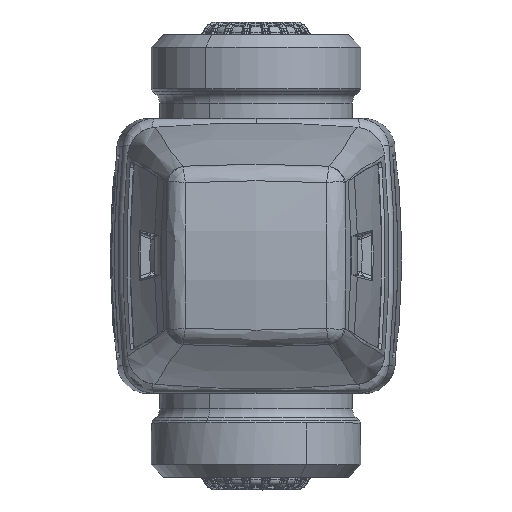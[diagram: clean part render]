
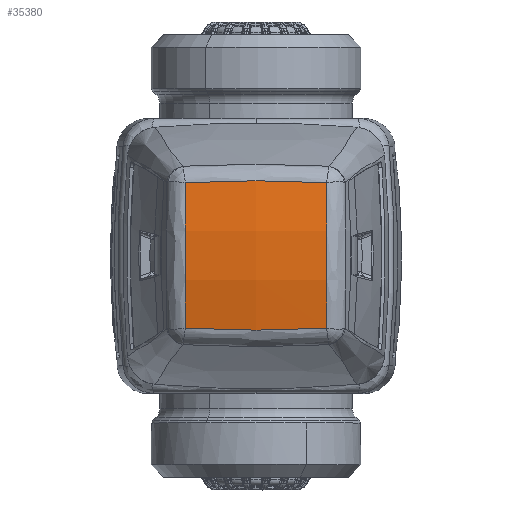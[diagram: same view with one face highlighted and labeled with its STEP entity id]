
A CAD part, top view. The second image highlights one B-rep face of the part: STEP entity #35380.
In plain terms, the highlighted toroidal (fillet/blend) face has major radius 69.5 mm and minor radius 60 mm.
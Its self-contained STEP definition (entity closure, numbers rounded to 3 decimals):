
#33738=CARTESIAN_POINT('Control Point',(-11.137,-11.51,50.402)) ;
#33739=CARTESIAN_POINT('Control Point',(-11.174,-8.461,50.997)) ;
#33740=CARTESIAN_POINT('Control Point',(-11.199,-5.377,51.394)) ;
#33741=CARTESIAN_POINT('Control Point',(-11.212,-2.274,51.591)) ;
#33742=CARTESIAN_POINT('Control Point',(-11.211,2.363,51.587)) ;
#33743=CARTESIAN_POINT('Control Point',(-11.183,6.975,51.138)) ;
#33744=CARTESIAN_POINT('Control Point',(-11.171,8.494,50.941)) ;
#33745=CARTESIAN_POINT('Control Point',(-11.155,10.006,50.695)) ;
#33746=CARTESIAN_POINT('Control Point',(-11.137,11.51,50.402)) ;
#33747=CARTESIAN_POINT('Vertex',(-11.137,11.51,50.402)) ;
#33749=CARTESIAN_POINT('Vertex',(-11.137,-11.51,50.402)) ;
#33867=CARTESIAN_POINT('Control Point',(11.137,11.51,50.402)) ;
#33868=CARTESIAN_POINT('Control Point',(11.174,8.461,50.997)) ;
#33869=CARTESIAN_POINT('Control Point',(11.199,5.377,51.394)) ;
#33870=CARTESIAN_POINT('Control Point',(11.212,2.275,51.591)) ;
#33871=CARTESIAN_POINT('Control Point',(11.211,-2.363,51.587)) ;
#33872=CARTESIAN_POINT('Control Point',(11.183,-6.975,51.138)) ;
#33873=CARTESIAN_POINT('Control Point',(11.171,-8.494,50.941)) ;
#33874=CARTESIAN_POINT('Control Point',(11.155,-10.006,50.695)) ;
#33875=CARTESIAN_POINT('Control Point',(11.137,-11.51,50.402)) ;
#33876=CARTESIAN_POINT('Vertex',(11.137,-11.51,50.402)) ;
#33878=CARTESIAN_POINT('Vertex',(11.137,11.51,50.402)) ;
#34694=CARTESIAN_POINT('Control Point',(-11.137,11.51,50.402)) ;
#34695=CARTESIAN_POINT('Control Point',(-6.694,11.75,50.741)) ;
#34696=CARTESIAN_POINT('Control Point',(-2.233,11.871,50.911)) ;
#34697=CARTESIAN_POINT('Control Point',(2.233,11.871,50.911)) ;
#34698=CARTESIAN_POINT('Control Point',(6.694,11.75,50.741)) ;
#34699=CARTESIAN_POINT('Control Point',(11.137,11.51,50.402)) ;
#34900=CARTESIAN_POINT('Control Point',(11.137,-11.51,50.402)) ;
#34901=CARTESIAN_POINT('Control Point',(6.694,-11.75,50.741)) ;
#34902=CARTESIAN_POINT('Control Point',(2.233,-11.871,50.911)) ;
#34903=CARTESIAN_POINT('Control Point',(-2.233,-11.871,50.911)) ;
#34904=CARTESIAN_POINT('Control Point',(-6.694,-11.75,50.741)) ;
#34905=CARTESIAN_POINT('Control Point',(-11.137,-11.51,50.402)) ;
#35369=CARTESIAN_POINT('Axis2P3D Location',(0.,0.,-77.5)) ;
#35370=DIRECTION('Axis2P3D Direction',(0.,-1.,0.)) ;
#35371=DIRECTION('Axis2P3D XDirection',(-0.479,0.,0.878)) ;
#35372=AXIS2_PLACEMENT_3D('Torus Axis2P3D',#35369,#35370,#35371) ;
#35375=ORIENTED_EDGE('',*,*,#33880,.T.) ;
#35376=ORIENTED_EDGE('',*,*,#34700,.T.) ;
#35377=ORIENTED_EDGE('',*,*,#33751,.T.) ;
#35378=ORIENTED_EDGE('',*,*,#34906,.T.) ;
#35380=ADVANCED_FACE('PartBody',(#35379),#35373,.T.) ;
#33737=B_SPLINE_CURVE_WITH_KNOTS('',5,(#33738,#33739,#33740,#33741,#33742,#33743,#33744,#33745,#33746),.UNSPECIFIED.,.F.,.U.,(6,3,6),(16.061,38.206,49.13),.UNSPECIFIED.) ;
#33866=B_SPLINE_CURVE_WITH_KNOTS('',5,(#33867,#33868,#33869,#33870,#33871,#33872,#33873,#33874,#33875),.UNSPECIFIED.,.F.,.U.,(6,3,6),(16.061,38.206,49.13),.UNSPECIFIED.) ;
#34693=B_SPLINE_CURVE_WITH_KNOTS('',5,(#34694,#34695,#34696,#34697,#34698,#34699),.UNSPECIFIED.,.F.,.U.,(6,6),(12.397,38.807),.UNSPECIFIED.) ;
#34899=B_SPLINE_CURVE_WITH_KNOTS('',5,(#34900,#34901,#34902,#34903,#34904,#34905),.UNSPECIFIED.,.F.,.U.,(6,6),(12.397,38.807),.UNSPECIFIED.) ;
#35373=TOROIDAL_SURFACE('homeo Torus',#35372,69.5,60.) ;
#33751=EDGE_CURVE('',#33748,#33750,#33737,.F.) ;
#33880=EDGE_CURVE('',#33877,#33879,#33866,.F.) ;
#34700=EDGE_CURVE('',#33879,#33748,#34693,.F.) ;
#34906=EDGE_CURVE('',#33750,#33877,#34899,.F.) ;
#35374=EDGE_LOOP('',(#35375,#35376,#35377,#35378)) ;
#35379=FACE_OUTER_BOUND('',#35374,.T.) ;
#33748=VERTEX_POINT('',#33747) ;
#33750=VERTEX_POINT('',#33749) ;
#33877=VERTEX_POINT('',#33876) ;
#33879=VERTEX_POINT('',#33878) ;
